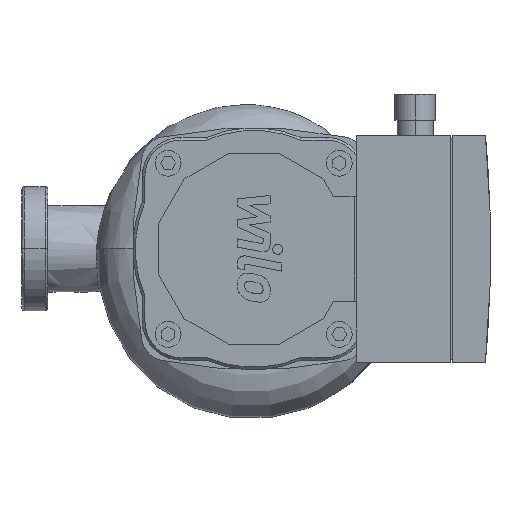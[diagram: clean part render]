
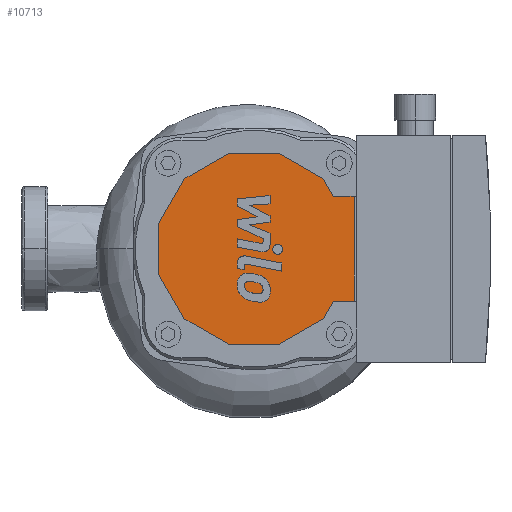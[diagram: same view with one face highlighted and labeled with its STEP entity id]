
A CAD part, front view. The second image highlights one B-rep face of the part: STEP entity #10713.
In plain terms, the highlighted planar face has unit normal (0, -1, 0).
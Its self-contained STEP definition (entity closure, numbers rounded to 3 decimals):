
#10213=CARTESIAN_POINT('',(80.086,-165.0,-37.));
#10214=VERTEX_POINT('',#10213);
#10221=CARTESIAN_POINT('',(62.914,-165.0,-27.086));
#10222=VERTEX_POINT('',#10221);
#10223=CARTESIAN_POINT('',(62.914,-165.0,-27.086));
#10224=DIRECTION('',(0.866,0.0,-0.5));
#10225=VECTOR('',#10224,19.828);
#10226=LINE('',#10223,#10225);
#10227=EDGE_CURVE('',#10222,#10214,#10226,.T.);
#10244=CARTESIAN_POINT('',(99.914,-165.0,-37.));
#10245=VERTEX_POINT('',#10244);
#10252=CARTESIAN_POINT('',(80.086,-165.0,-37.));
#10253=DIRECTION('',(1.0,0.0,0.0));
#10254=VECTOR('',#10253,19.828);
#10255=LINE('',#10252,#10254);
#10256=EDGE_CURVE('',#10214,#10245,#10255,.T.);
#10268=CARTESIAN_POINT('',(117.086,-165.0,-27.086));
#10269=VERTEX_POINT('',#10268);
#10276=CARTESIAN_POINT('',(99.914,-165.0,-37.));
#10277=DIRECTION('',(0.866,0.0,0.5));
#10278=VECTOR('',#10277,19.828);
#10279=LINE('',#10276,#10278);
#10280=EDGE_CURVE('',#10245,#10269,#10279,.T.);
#10308=CARTESIAN_POINT('',(120.975,-165.0,-20.35));
#10309=VERTEX_POINT('',#10308);
#10316=CARTESIAN_POINT('',(117.086,-165.0,-27.086));
#10317=DIRECTION('',(0.5,0.0,0.866));
#10318=VECTOR('',#10317,7.778);
#10319=LINE('',#10316,#10318);
#10320=EDGE_CURVE('',#10269,#10309,#10319,.T.);
#10356=CARTESIAN_POINT('',(117.086,-165.0,27.086));
#10357=VERTEX_POINT('',#10356);
#10364=CARTESIAN_POINT('',(120.975,-165.0,20.35));
#10365=VERTEX_POINT('',#10364);
#10366=CARTESIAN_POINT('',(120.975,-165.0,20.35));
#10367=DIRECTION('',(-0.5,0.0,0.866));
#10368=VECTOR('',#10367,7.778);
#10369=LINE('',#10366,#10368);
#10370=EDGE_CURVE('',#10365,#10357,#10369,.T.);
#10476=CARTESIAN_POINT('',(129.0,-165.0,-20.35));
#10477=VERTEX_POINT('',#10476);
#10484=CARTESIAN_POINT('',(120.975,-165.0,-20.35));
#10485=DIRECTION('',(1.0,0.0,0.0));
#10486=VECTOR('',#10485,8.025);
#10487=LINE('',#10484,#10486);
#10488=EDGE_CURVE('',#10309,#10477,#10487,.T.);
#10518=CARTESIAN_POINT('',(129.0,-165.0,20.35));
#10519=VERTEX_POINT('',#10518);
#10520=CARTESIAN_POINT('',(120.975,-165.0,20.35));
#10521=DIRECTION('',(1.0,0.0,0.0));
#10522=VECTOR('',#10521,8.025);
#10523=LINE('',#10520,#10522);
#10524=EDGE_CURVE('',#10365,#10519,#10523,.T.);
#10545=CARTESIAN_POINT('',(129.0,-165.0,-20.35));
#10546=DIRECTION('',(0.0,0.0,1.0));
#10547=VECTOR('',#10546,40.7);
#10548=LINE('',#10545,#10547);
#10549=EDGE_CURVE('',#10477,#10519,#10548,.T.);
#10560=CARTESIAN_POINT('',(99.914,-165.0,37.));
#10561=VERTEX_POINT('',#10560);
#10568=CARTESIAN_POINT('',(117.086,-165.0,27.086));
#10569=DIRECTION('',(-0.866,0.0,0.5));
#10570=VECTOR('',#10569,19.828);
#10571=LINE('',#10568,#10570);
#10572=EDGE_CURVE('',#10357,#10561,#10571,.T.);
#10584=CARTESIAN_POINT('',(80.086,-165.0,37.));
#10585=VERTEX_POINT('',#10584);
#10592=CARTESIAN_POINT('',(99.914,-165.0,37.));
#10593=DIRECTION('',(-1.0,0.0,0.0));
#10594=VECTOR('',#10593,19.828);
#10595=LINE('',#10592,#10594);
#10596=EDGE_CURVE('',#10561,#10585,#10595,.T.);
#10608=CARTESIAN_POINT('',(62.914,-165.0,27.086));
#10609=VERTEX_POINT('',#10608);
#10616=CARTESIAN_POINT('',(80.086,-165.0,37.));
#10617=DIRECTION('',(-0.866,0.0,-0.5));
#10618=VECTOR('',#10617,19.828);
#10619=LINE('',#10616,#10618);
#10620=EDGE_CURVE('',#10585,#10609,#10619,.T.);
#10632=CARTESIAN_POINT('',(53.0,-165.0,9.914));
#10633=VERTEX_POINT('',#10632);
#10640=CARTESIAN_POINT('',(62.914,-165.0,27.086));
#10641=DIRECTION('',(-0.5,0.0,-0.866));
#10642=VECTOR('',#10641,19.828);
#10643=LINE('',#10640,#10642);
#10644=EDGE_CURVE('',#10609,#10633,#10643,.T.);
#10656=CARTESIAN_POINT('',(53.,-165.0,-9.914));
#10657=VERTEX_POINT('',#10656);
#10664=CARTESIAN_POINT('',(53.0,-165.0,9.914));
#10665=DIRECTION('',(0.0,0.0,-1.0));
#10666=VECTOR('',#10665,19.828);
#10667=LINE('',#10664,#10666);
#10668=EDGE_CURVE('',#10633,#10657,#10667,.T.);
#10681=CARTESIAN_POINT('',(53.,-165.0,-9.914));
#10682=DIRECTION('',(0.5,0.0,-0.866));
#10683=VECTOR('',#10682,19.828);
#10684=LINE('',#10681,#10683);
#10685=EDGE_CURVE('',#10657,#10222,#10684,.T.);
#10692=CARTESIAN_POINT('',(90.,-165.0,0.));
#10693=DIRECTION('',(0.0,1.0,0.0));
#10694=DIRECTION('',(0.0,0.0,1.0));
#10695=AXIS2_PLACEMENT_3D('',#10692,#10693,#10694);
#10696=PLANE('',#10695);
#10697=ORIENTED_EDGE('',*,*,#10370,.T.);
#10698=ORIENTED_EDGE('',*,*,#10572,.T.);
#10699=ORIENTED_EDGE('',*,*,#10596,.T.);
#10700=ORIENTED_EDGE('',*,*,#10620,.T.);
#10701=ORIENTED_EDGE('',*,*,#10644,.T.);
#10702=ORIENTED_EDGE('',*,*,#10668,.T.);
#10703=ORIENTED_EDGE('',*,*,#10685,.T.);
#10704=ORIENTED_EDGE('',*,*,#10227,.T.);
#10705=ORIENTED_EDGE('',*,*,#10256,.T.);
#10706=ORIENTED_EDGE('',*,*,#10280,.T.);
#10707=ORIENTED_EDGE('',*,*,#10320,.T.);
#10708=ORIENTED_EDGE('',*,*,#10488,.T.);
#10709=ORIENTED_EDGE('',*,*,#10549,.T.);
#10710=ORIENTED_EDGE('',*,*,#10524,.F.);
#10711=EDGE_LOOP('',(#10697,#10698,#10699,#10700,#10701,#10702,#10703,#10704,#10705,#10706,#10707,#10708,#10709,#10710));
#10712=FACE_OUTER_BOUND('',#10711,.T.);
#10713=ADVANCED_FACE('',(#10712),#10696,.F.);
